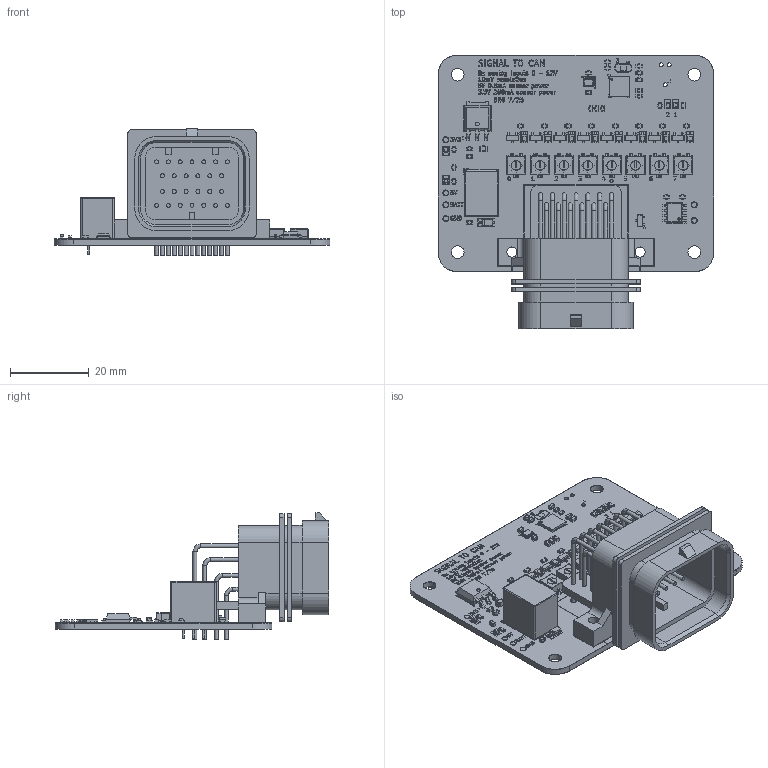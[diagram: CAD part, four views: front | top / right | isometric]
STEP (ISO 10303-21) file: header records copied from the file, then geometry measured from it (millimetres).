
FILE_DESCRIPTION(('KiCad electronic assembly'),'2;1');
FILE_NAME('signal-to-can.step','2025-07-28T17:56:09',('Pcbnew'),('Kicad' ),'Open CASCADE STEP processor 7.8','KiCad to STEP converter', 'Unknown');
FILE_SCHEMA(('AUTOMOTIVE_DESIGN { 1 0 10303 214 1 1 1 1 }'));
Length unit declared in the file: millimetre
Products named in the file (19): signal-to-can 1; D_SOD-323; Potentiometer_Bourns_3314G_Vertical; LED_0603_1608Metric; R_0603_1608Metric; SOIC-8_3.9x4.9mm_P1.27mm; C_0603_1608Metric; SOT-23; QFN-32-1EP_5x5mm_P0.5mm_EP3.45x3.45mm; D_SOD-123; C_0805_2012Metric; amp_superseal_9-6437287-8; TO-252-3_TabPin2; signal-to-can 1.49.1; Crystal_SMD_2520-4Pin_2.5x2.0mm; Converter_DCDC_RECOM_R-78E-0.5_THT; signal-to-can_silkscreen; signal-to-can_soldermask; signal-to-can_PCB
Assembly tree (71 placements, depth 3):
  signal-to-can 1
    D_SOD-323  x8
    Potentiometer_Bourns_3314G_Vertical  x8
    LED_0603_1608Metric  x4
    R_0603_1608Metric  x14
    SOIC-8_3.9x4.9mm_P1.27mm
    C_0603_1608Metric  x16
    SOT-23  x9
    QFN-32-1EP_5x5mm_P0.5mm_EP3.45x3.45mm
    D_SOD-123
    C_0805_2012Metric
    amp_superseal_9-6437287-8
    TO-252-3_TabPin2
      signal-to-can 1.49.1
    Crystal_SMD_2520-4Pin_2.5x2.0mm
    Converter_DCDC_RECOM_R-78E-0.5_THT
    signal-to-can_silkscreen
    signal-to-can_soldermask
    signal-to-can_PCB
Bounding box: 70 x 69.5 x 32.15 mm (x, y, z)
Volume: 14449.3 mm3; surface area: 28010.1 mm2
Topology: 72 solids, 340 shells, 5015 faces, 15072 edges, 10641 vertices
Faces by surface type: plane 3132, cylinder 1237, bspline 509, torus 101, sphere 32, cone 4
Full cylindrical faces by diameter (mm): 0.5 x4, 0.6 x1, 0.991 x3, 1 x108, 1.5 x26, 2.6 x2, 3.2 x4, 3.4 x2
Entity records: 89472 total; most frequent: CARTESIAN_POINT 15624, DIRECTION 12438, ORIENTED_EDGE 11039, EDGE_CURVE 7142, VERTEX_POINT 5737, LINE 4828, VECTOR 4828, AXIS2_PLACEMENT_3D 3805
